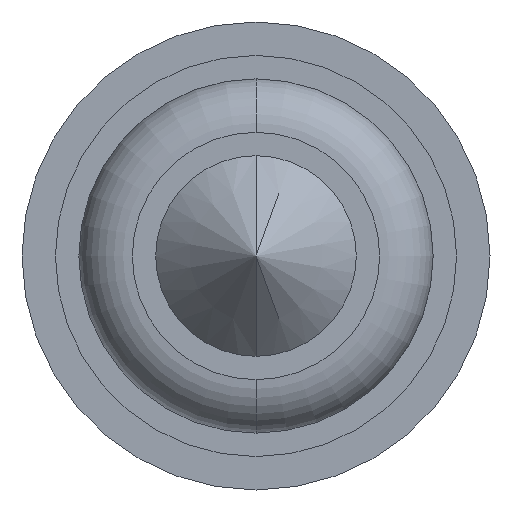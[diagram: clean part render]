
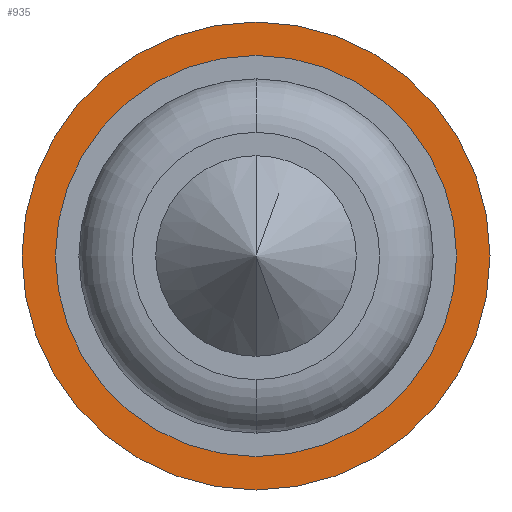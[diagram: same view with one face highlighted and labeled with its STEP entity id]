
A CAD part, front view. The second image highlights one B-rep face of the part: STEP entity #935.
In plain terms, the highlighted planar face has unit normal (0, -1, 0).
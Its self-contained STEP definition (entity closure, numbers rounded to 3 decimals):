
#7 = CARTESIAN_POINT ( 'NONE',  ( 0., 3.5, 0. ) ) ;
#373 = DIRECTION ( 'NONE',  ( 0., 1., 0. ) ) ;
#374 = AXIS2_PLACEMENT_3D ( 'NONE', #4237, #2589, #2911 ) ;
#426 = DIRECTION ( 'NONE',  ( 0., 0., 1. ) ) ;
#525 = VERTEX_POINT ( 'NONE', #948 ) ;
#607 = VERTEX_POINT ( 'NONE', #4140 ) ;
#786 = FACE_OUTER_BOUND ( 'NONE', #3931, .T. ) ;
#935 = ADVANCED_FACE ( 'Defeature ausgef�hrt1_11', ( #2089, #786 ), #953, .T. ) ;
#948 = CARTESIAN_POINT ( 'NONE',  ( 0., 3.5, -0.9 ) ) ;
#953 = PLANE ( 'NONE',  #1477 ) ;
#1278 = ORIENTED_EDGE ( 'NONE', *, *, #2463, .F. ) ;
#1380 = CARTESIAN_POINT ( 'NONE',  ( 0., 3.5, 0. ) ) ;
#1463 = EDGE_CURVE ( 'Defeature ausgef�hrt1_10+Defeature ausgef�hrt1_11+Defeature ausgef�hrt1_11+Defeature ausgef�hrt1_11', #1834, #607, #2538, .T. ) ;
#1477 = AXIS2_PLACEMENT_3D ( 'NONE', #2001, #2296, #3324 ) ;
#1788 = ORIENTED_EDGE ( 'NONE', *, *, #2405, .T. ) ;
#1834 = VERTEX_POINT ( 'NONE', #3915 ) ;
#1905 = EDGE_CURVE ( 'Defeature ausgef�hrt1_11+Defeature ausgef�hrt1_12+Defeature ausgef�hrt1_12+Defeature ausgef�hrt1_12', #525, #3153, #3733, .T. ) ;
#2001 = CARTESIAN_POINT ( 'NONE',  ( -1.75, 3.5, 0. ) ) ;
#2089 = FACE_BOUND ( 'NONE', #2108, .T. ) ;
#2108 = EDGE_LOOP ( 'NONE', ( #1788, #3115 ) ) ;
#2157 = AXIS2_PLACEMENT_3D ( 'NONE', #3393, #3742, #426 ) ;
#2296 = DIRECTION ( 'NONE',  ( 0., -1., 0. ) ) ;
#2351 = DIRECTION ( 'NONE',  ( 0., 0., 1. ) ) ;
#2361 = AXIS2_PLACEMENT_3D ( 'NONE', #1380, #3632, #2351 ) ;
#2405 = EDGE_CURVE ( 'Defeature ausgef�hrt1_11+Defeature ausgef�hrt1_12+Defeature ausgef�hrt1_12+Defeature ausgef�hrt1_12', #3153, #525, #2849, .T. ) ;
#2463 = EDGE_CURVE ( 'Defeature ausgef�hrt1_10+Defeature ausgef�hrt1_11+Defeature ausgef�hrt1_11+Defeature ausgef�hrt1_11', #607, #1834, #4192, .T. ) ;
#2538 = CIRCLE ( 'NONE', #2361, 1.75 ) ;
#2589 = DIRECTION ( 'NONE',  ( 0., 1., 0. ) ) ;
#2823 = ORIENTED_EDGE ( 'NONE', *, *, #1463, .F. ) ;
#2849 = CIRCLE ( 'NONE', #374, 0.9 ) ;
#2869 = AXIS2_PLACEMENT_3D ( 'NONE', #7, #373, #3630 ) ;
#2911 = DIRECTION ( 'NONE',  ( 0., 0., 1. ) ) ;
#3115 = ORIENTED_EDGE ( 'NONE', *, *, #1905, .T. ) ;
#3153 = VERTEX_POINT ( 'NONE', #3369 ) ;
#3324 = DIRECTION ( 'NONE',  ( 0., 0., -1. ) ) ;
#3369 = CARTESIAN_POINT ( 'NONE',  ( 0., 3.5, 0.9 ) ) ;
#3393 = CARTESIAN_POINT ( 'NONE',  ( 0., 3.5, 0. ) ) ;
#3630 = DIRECTION ( 'NONE',  ( 0., 0., 1. ) ) ;
#3632 = DIRECTION ( 'NONE',  ( 0., 1., 0. ) ) ;
#3733 = CIRCLE ( 'NONE', #2157, 0.9 ) ;
#3742 = DIRECTION ( 'NONE',  ( 0., 1., 0. ) ) ;
#3915 = CARTESIAN_POINT ( 'NONE',  ( 0., 3.5, 1.75 ) ) ;
#3931 = EDGE_LOOP ( 'NONE', ( #2823, #1278 ) ) ;
#4140 = CARTESIAN_POINT ( 'NONE',  ( 0., 3.5, -1.75 ) ) ;
#4192 = CIRCLE ( 'NONE', #2869, 1.75 ) ;
#4237 = CARTESIAN_POINT ( 'NONE',  ( 0., 3.5, 0. ) ) ;
